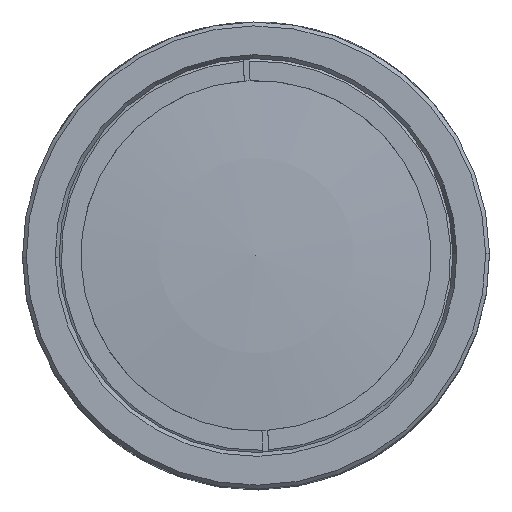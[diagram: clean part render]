
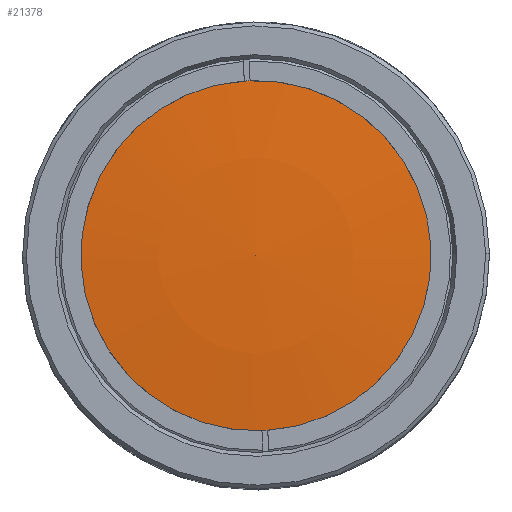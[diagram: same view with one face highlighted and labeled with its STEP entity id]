
A CAD part, top view. The second image highlights one B-rep face of the part: STEP entity #21378.
In plain terms, the highlighted spherical face has radius 128.23 mm.
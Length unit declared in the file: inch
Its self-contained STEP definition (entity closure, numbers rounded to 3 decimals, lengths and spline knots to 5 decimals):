
#11225 = FACE_OUTER_BOUND ( 'NONE', #21381, .T. ) ;
#11303 = DIRECTION ( 'NONE',  ( 0., -1., 0. ) ) ;
#11305 = DIRECTION ( 'NONE',  ( 0., 0., -1. ) ) ;
#11307 = AXIS2_PLACEMENT_3D ( 'NONE', #11315, #11305, #11303 ) ;
#11309 = SPHERICAL_SURFACE ( 'NONE', #11307, 5.04843 ) ;
#11315 = CARTESIAN_POINT ( 'NONE',  ( -0.02318, 0.26382, -4.25206 ) ) ;
#11340 = DIRECTION ( 'NONE',  ( 1., 0., 0. ) ) ;
#11342 = DIRECTION ( 'NONE',  ( 0., 0., 1. ) ) ;
#11343 = CARTESIAN_POINT ( 'NONE',  ( -0.02318, 0.26382, 0.77154 ) ) ;
#11344 = AXIS2_PLACEMENT_3D ( 'NONE', #11343, #11342, #11340 ) ;
#11345 = CIRCLE ( 'NONE', #11344, 0.5 ) ;
#11349 = CARTESIAN_POINT ( 'NONE',  ( 0.47682, 0.26382, 0.77154 ) ) ;
#11607 = CARTESIAN_POINT ( 'NONE',  ( -0.52318, 0.26382, 0.77154 ) ) ;
#11732 = DIRECTION ( 'NONE',  ( 1., 0., 0. ) ) ;
#11734 = DIRECTION ( 'NONE',  ( 0., 0., 1. ) ) ;
#11735 = CARTESIAN_POINT ( 'NONE',  ( -0.02318, 0.26382, 0.77154 ) ) ;
#11737 = AXIS2_PLACEMENT_3D ( 'NONE', #11735, #11734, #11732 ) ;
#11739 = CIRCLE ( 'NONE', #11737, 0.5 ) ;
#21378 = ADVANCED_FACE ( 'NONE', ( #11225 ), #11309, .T. ) ;
#21379 = ORIENTED_EDGE ( 'NONE', *, *, #21391, .T. ) ;
#21381 = EDGE_LOOP ( 'NONE', ( #21379, #21430 ) ) ;
#21387 = VERTEX_POINT ( 'NONE', #11349 ) ;
#21391 = EDGE_CURVE ( 'NONE', #21387, #21415, #11345, .T. ) ;
#21415 = VERTEX_POINT ( 'NONE', #11607 ) ;
#21429 = EDGE_CURVE ( 'NONE', #21415, #21387, #11739, .T. ) ;
#21430 = ORIENTED_EDGE ( 'NONE', *, *, #21429, .T. ) ;
